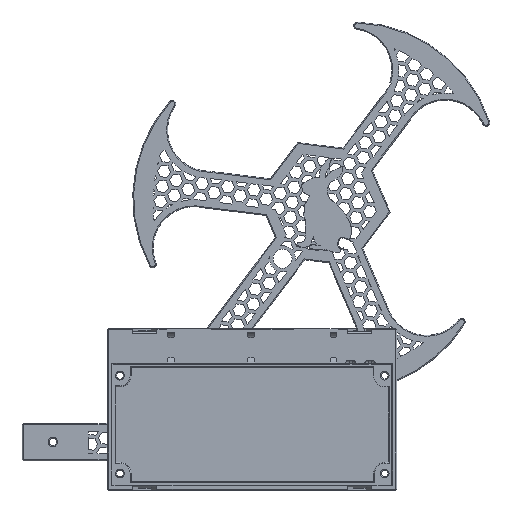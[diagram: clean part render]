
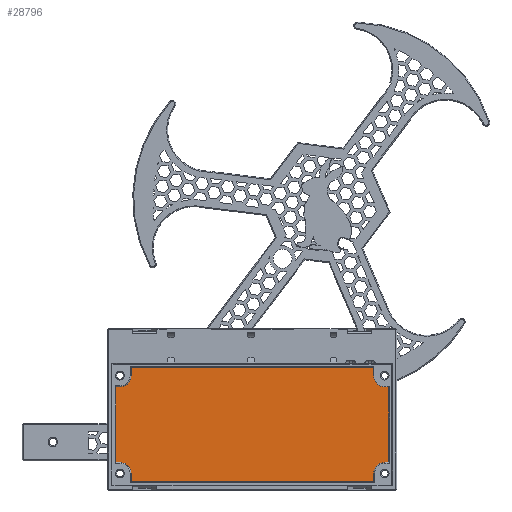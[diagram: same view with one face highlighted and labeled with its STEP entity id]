
A CAD part, front view. The second image highlights one B-rep face of the part: STEP entity #28796.
In plain terms, the highlighted planar face has unit normal (0, -1, 0).
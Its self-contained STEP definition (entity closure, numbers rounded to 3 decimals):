
#1687=CIRCLE('',#30197,5.);
#1688=CIRCLE('',#30202,5.);
#1689=CIRCLE('',#30207,5.);
#1728=CIRCLE('',#30375,5.);
#3215=FACE_OUTER_BOUND('',#4909,.T.);
#4909=EDGE_LOOP('',(#26350,#26351,#26352,#26353,#26354,#26355,#26356,#26357,
#26358,#26359,#26360,#26361,#26362,#26363,#26364,#26365));
#7883=LINE('',#49142,#11003);
#7886=LINE('',#49147,#11006);
#7889=LINE('',#49155,#11009);
#7891=LINE('',#49159,#11011);
#7893=LINE('',#49163,#11013);
#7896=LINE('',#49171,#11016);
#7898=LINE('',#49175,#11018);
#7900=LINE('',#49179,#11020);
#7903=LINE('',#49187,#11023);
#7905=LINE('',#49191,#11025);
#8029=LINE('',#49536,#11149);
#8031=LINE('',#49542,#11151);
#11003=VECTOR('',#36117,10.);
#11006=VECTOR('',#36122,10.);
#11009=VECTOR('',#36131,10.);
#11011=VECTOR('',#36135,10.);
#11013=VECTOR('',#36139,10.);
#11016=VECTOR('',#36148,10.);
#11018=VECTOR('',#36152,10.);
#11020=VECTOR('',#36156,10.);
#11023=VECTOR('',#36165,10.);
#11025=VECTOR('',#36169,10.);
#11149=VECTOR('',#36621,10.);
#11151=VECTOR('',#36629,10.);
#13780=VERTEX_POINT('',#49139);
#13781=VERTEX_POINT('',#49141);
#13782=VERTEX_POINT('',#49145);
#13783=VERTEX_POINT('',#49149);
#13784=VERTEX_POINT('',#49153);
#13785=VERTEX_POINT('',#49157);
#13786=VERTEX_POINT('',#49161);
#13787=VERTEX_POINT('',#49165);
#13788=VERTEX_POINT('',#49169);
#13789=VERTEX_POINT('',#49173);
#13790=VERTEX_POINT('',#49177);
#13791=VERTEX_POINT('',#49181);
#13792=VERTEX_POINT('',#49185);
#13793=VERTEX_POINT('',#49189);
#13850=VERTEX_POINT('',#49534);
#13851=VERTEX_POINT('',#49538);
#17829=EDGE_CURVE('',#13780,#13781,#7883,.T.);
#17832=EDGE_CURVE('',#13782,#13780,#7886,.T.);
#17834=EDGE_CURVE('',#13783,#13782,#1687,.T.);
#17836=EDGE_CURVE('',#13784,#13783,#7889,.T.);
#17838=EDGE_CURVE('',#13785,#13784,#7891,.T.);
#17840=EDGE_CURVE('',#13786,#13785,#7893,.T.);
#17842=EDGE_CURVE('',#13787,#13786,#1688,.T.);
#17844=EDGE_CURVE('',#13788,#13787,#7896,.T.);
#17846=EDGE_CURVE('',#13789,#13788,#7898,.T.);
#17848=EDGE_CURVE('',#13790,#13789,#7900,.T.);
#17850=EDGE_CURVE('',#13791,#13790,#1689,.T.);
#17852=EDGE_CURVE('',#13792,#13791,#7903,.T.);
#17854=EDGE_CURVE('',#13793,#13792,#7905,.T.);
#18024=EDGE_CURVE('',#13850,#13793,#8029,.T.);
#18026=EDGE_CURVE('',#13851,#13850,#1728,.T.);
#18027=EDGE_CURVE('',#13781,#13851,#8031,.T.);
#26350=ORIENTED_EDGE('',*,*,#17854,.F.);
#26351=ORIENTED_EDGE('',*,*,#18024,.F.);
#26352=ORIENTED_EDGE('',*,*,#18026,.F.);
#26353=ORIENTED_EDGE('',*,*,#18027,.F.);
#26354=ORIENTED_EDGE('',*,*,#17829,.F.);
#26355=ORIENTED_EDGE('',*,*,#17832,.F.);
#26356=ORIENTED_EDGE('',*,*,#17834,.F.);
#26357=ORIENTED_EDGE('',*,*,#17836,.F.);
#26358=ORIENTED_EDGE('',*,*,#17838,.F.);
#26359=ORIENTED_EDGE('',*,*,#17840,.F.);
#26360=ORIENTED_EDGE('',*,*,#17842,.F.);
#26361=ORIENTED_EDGE('',*,*,#17844,.F.);
#26362=ORIENTED_EDGE('',*,*,#17846,.F.);
#26363=ORIENTED_EDGE('',*,*,#17848,.F.);
#26364=ORIENTED_EDGE('',*,*,#17850,.F.);
#26365=ORIENTED_EDGE('',*,*,#17852,.F.);
#27360=PLANE('',#30377);
#28796=ADVANCED_FACE('',(#3215),#27360,.T.);
#30197=AXIS2_PLACEMENT_3D('',#49151,#36126,#36127);
#30202=AXIS2_PLACEMENT_3D('',#49167,#36143,#36144);
#30207=AXIS2_PLACEMENT_3D('',#49183,#36160,#36161);
#30375=AXIS2_PLACEMENT_3D('',#49540,#36625,#36626);
#30377=AXIS2_PLACEMENT_3D('',#49543,#36630,#36631);
#36117=DIRECTION('',(1.,0.,0.));
#36122=DIRECTION('',(0.,0.,1.));
#36126=DIRECTION('center_axis',(0.,-1.,0.));
#36127=DIRECTION('ref_axis',(0.,0.,-1.));
#36131=DIRECTION('',(1.,0.,0.));
#36135=DIRECTION('',(0.001,0.,1.));
#36139=DIRECTION('',(-1.,0.,0.));
#36143=DIRECTION('center_axis',(0.,-1.,0.));
#36144=DIRECTION('ref_axis',(0.,0.,-1.));
#36148=DIRECTION('',(0.,0.,1.));
#36152=DIRECTION('',(-1.,0.,0.));
#36156=DIRECTION('',(0.,0.,-1.));
#36160=DIRECTION('center_axis',(0.,-1.,0.));
#36161=DIRECTION('ref_axis',(0.,0.,-1.));
#36165=DIRECTION('',(-1.,0.,0.));
#36169=DIRECTION('',(0.,0.,-1.));
#36621=DIRECTION('',(1.,0.,0.));
#36625=DIRECTION('center_axis',(0.,-1.,0.));
#36626=DIRECTION('ref_axis',(0.,0.,-1.));
#36629=DIRECTION('',(0.,0.,-1.));
#36630=DIRECTION('center_axis',(0.,-1.,0.));
#36631=DIRECTION('ref_axis',(0.,0.,-1.));
#49139=CARTESIAN_POINT('',(48.89,-3.05,42.1));
#49141=CARTESIAN_POINT('',(157.91,-3.05,42.1));
#49142=CARTESIAN_POINT('',(130.655,-3.05,42.1));
#49145=CARTESIAN_POINT('',(48.89,-3.05,38.3));
#49147=CARTESIAN_POINT('',(48.89,-3.05,29.2));
#49149=CARTESIAN_POINT('',(43.89,-3.05,33.3));
#49151=CARTESIAN_POINT('Origin',(43.89,-3.05,38.3));
#49153=CARTESIAN_POINT('',(42.115,-3.05,33.3));
#49155=CARTESIAN_POINT('',(73.645,-3.05,33.3));
#49157=CARTESIAN_POINT('',(42.085,-3.05,-0.7));
#49159=CARTESIAN_POINT('',(42.107,-3.05,24.827));
#49161=CARTESIAN_POINT('',(43.89,-3.05,-0.7));
#49163=CARTESIAN_POINT('',(72.743,-3.05,-0.7));
#49165=CARTESIAN_POINT('',(48.89,-3.05,-5.7));
#49167=CARTESIAN_POINT('Origin',(43.89,-3.05,-5.7));
#49169=CARTESIAN_POINT('',(48.89,-3.05,-9.5));
#49171=CARTESIAN_POINT('',(48.89,-3.05,5.3));
#49173=CARTESIAN_POINT('',(157.91,-3.05,-9.5));
#49175=CARTESIAN_POINT('',(76.145,-3.05,-9.5));
#49177=CARTESIAN_POINT('',(157.91,-3.05,-5.7));
#49179=CARTESIAN_POINT('',(157.91,-3.05,3.4));
#49181=CARTESIAN_POINT('',(162.91,-3.05,-0.7));
#49183=CARTESIAN_POINT('Origin',(162.91,-3.05,-5.7));
#49185=CARTESIAN_POINT('',(164.724,-3.05,-0.7));
#49187=CARTESIAN_POINT('',(133.155,-3.05,-0.7));
#49189=CARTESIAN_POINT('',(164.724,-3.05,33.3));
#49191=CARTESIAN_POINT('',(164.724,-3.05,7.8));
#49534=CARTESIAN_POINT('',(162.91,-3.05,33.3));
#49536=CARTESIAN_POINT('',(134.062,-3.05,33.3));
#49538=CARTESIAN_POINT('',(157.91,-3.05,38.3));
#49540=CARTESIAN_POINT('Origin',(162.91,-3.05,38.3));
#49542=CARTESIAN_POINT('',(157.91,-3.05,27.3));
#49543=CARTESIAN_POINT('Origin',(103.4,-3.05,16.3));
